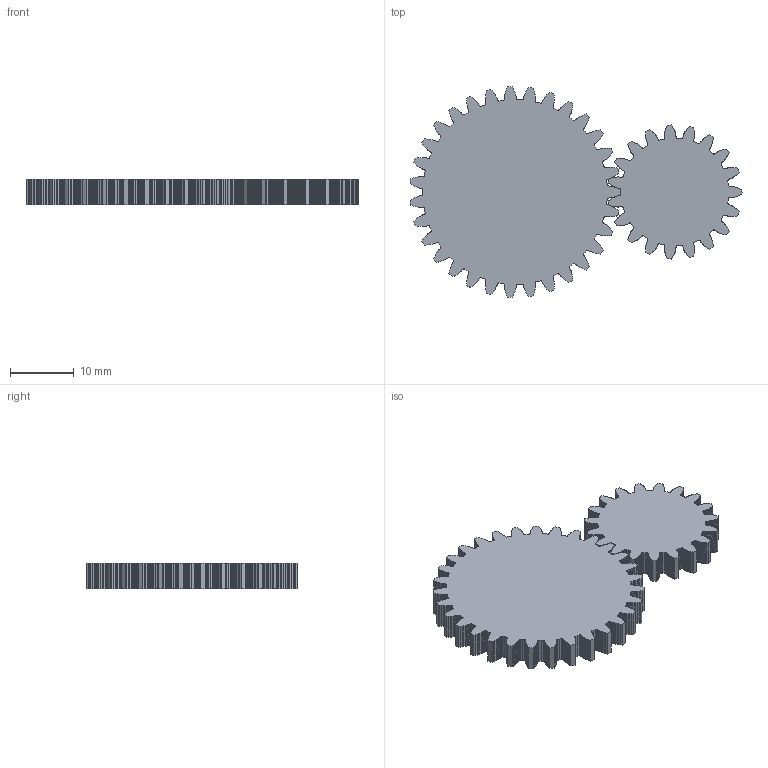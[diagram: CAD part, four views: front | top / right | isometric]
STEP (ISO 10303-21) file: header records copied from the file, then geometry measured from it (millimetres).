
FILE_DESCRIPTION(/* description */ ('','CAx-IF Rec.Pracs.---Representation and Presentation of Product Manufacturing Information (PMI)---4.0---2014-10-13'),/* implementation_level */ '2;1');
FILE_NAME(/* name */ 'involute_gear v1.step',/* time_stamp */ '2024-12-11T00:22:47+01:00',/* author */ (''),/* organization */ (''),/* preprocessor_version */ 'ST-DEVELOPER v20',/* originating_system */ 'Autodesk Translation Framework v13.20.0.188',/* authorisation */ '');
FILE_SCHEMA (('AP242_MANAGED_MODEL_BASED_3D_ENGINEERING_MIM_LF { 1 0 10303 442 1 1 4 }'));
Products named in the file (1): involute_gear
Bounding box: 51.95 x 32.99 x 4 mm (x, y, z)
Volume: 4132.5 mm3; surface area: 3259.4 mm2
Topology: 2 solids, 2 shells, 2182 faces, 6534 edges, 4356 vertices
Faces by surface type: plane 2132, cylinder 50
Entity records: 72050 total; most frequent: CARTESIAN_POINT 13073, ORIENTED_EDGE 13068, DIRECTION 11000, EDGE_CURVE 6534, LINE 6434, VECTOR 6434, VERTEX_POINT 4356, AXIS2_PLACEMENT_3D 2283
